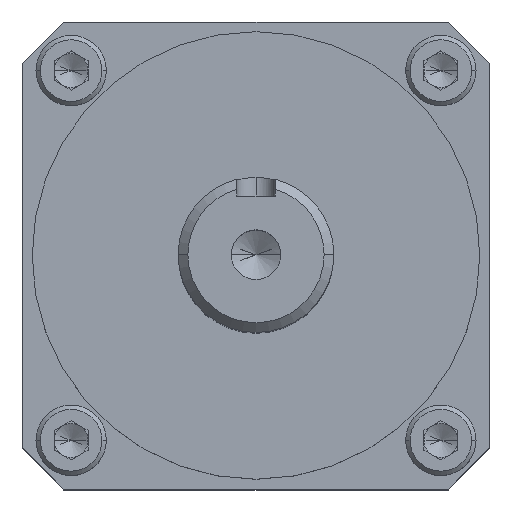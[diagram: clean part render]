
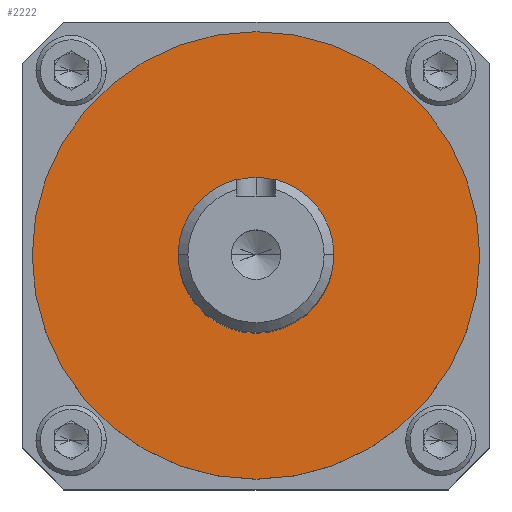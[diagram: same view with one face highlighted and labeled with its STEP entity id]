
A CAD part, top view. The second image highlights one B-rep face of the part: STEP entity #2222.
In plain terms, the highlighted planar face has unit normal (0, 0, 1).
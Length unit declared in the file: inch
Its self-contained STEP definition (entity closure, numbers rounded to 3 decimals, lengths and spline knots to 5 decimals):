
#71 = DIRECTION ( 'NONE',  ( 0., 0., 1. ) ) ;
#162 = EDGE_CURVE ( 'NONE', #1996, #3408, #1508, .T. ) ;
#205 = AXIS2_PLACEMENT_3D ( 'NONE', #3388, #3666, #1285 ) ;
#419 = FACE_OUTER_BOUND ( 'NONE', #2005, .T. ) ;
#465 = AXIS2_PLACEMENT_3D ( 'NONE', #2477, #2735, #2976 ) ;
#548 = VERTEX_POINT ( 'NONE', #3385 ) ;
#653 = DIRECTION ( 'NONE',  ( 1., 0., 0. ) ) ;
#658 = DIRECTION ( 'NONE',  ( 0., 0., 1. ) ) ;
#670 = CARTESIAN_POINT ( 'NONE',  ( 0., 0., 0. ) ) ;
#755 = ORIENTED_EDGE ( 'NONE', *, *, #1708, .F. ) ;
#792 = AXIS2_PLACEMENT_3D ( 'NONE', #2176, #1815, #887 ) ;
#887 = DIRECTION ( 'NONE',  ( -1., 0., 0. ) ) ;
#1012 = CARTESIAN_POINT ( 'NONE',  ( -0.71875, 0., 0. ) ) ;
#1285 = DIRECTION ( 'NONE',  ( -1., 0., 0. ) ) ;
#1437 = CARTESIAN_POINT ( 'NONE',  ( 0., 0., 0. ) ) ;
#1508 = CIRCLE ( 'NONE', #3253, 0.71875 ) ;
#1708 = EDGE_CURVE ( 'NONE', #2073, #548, #3428, .T. ) ;
#1815 = DIRECTION ( 'NONE',  ( 0., 0., -1. ) ) ;
#1830 = PLANE ( 'NONE',  #792 ) ;
#1840 = CIRCLE ( 'NONE', #3266, 0.71875 ) ;
#1993 = EDGE_LOOP ( 'NONE', ( #755, #2443 ) ) ;
#1996 = VERTEX_POINT ( 'NONE', #1012 ) ;
#2005 = EDGE_LOOP ( 'NONE', ( #2679, #2941 ) ) ;
#2073 = VERTEX_POINT ( 'NONE', #2843 ) ;
#2107 = CARTESIAN_POINT ( 'NONE',  ( 0.71875, 0., 0. ) ) ;
#2176 = CARTESIAN_POINT ( 'NONE',  ( 0., 0., 0. ) ) ;
#2222 = ADVANCED_FACE ( 'NONE', ( #419, #3589 ), #1830, .F. ) ;
#2324 = EDGE_CURVE ( 'NONE', #548, #2073, #3792, .T. ) ;
#2443 = ORIENTED_EDGE ( 'NONE', *, *, #2324, .F. ) ;
#2477 = CARTESIAN_POINT ( 'NONE',  ( 0., 0., 0. ) ) ;
#2679 = ORIENTED_EDGE ( 'NONE', *, *, #3516, .T. ) ;
#2735 = DIRECTION ( 'NONE',  ( 0., 0., 1. ) ) ;
#2843 = CARTESIAN_POINT ( 'NONE',  ( -0.25, 0., 0. ) ) ;
#2852 = DIRECTION ( 'NONE',  ( 1., 0., 0. ) ) ;
#2941 = ORIENTED_EDGE ( 'NONE', *, *, #162, .T. ) ;
#2976 = DIRECTION ( 'NONE',  ( -1., 0., 0. ) ) ;
#3253 = AXIS2_PLACEMENT_3D ( 'NONE', #670, #658, #653 ) ;
#3266 = AXIS2_PLACEMENT_3D ( 'NONE', #1437, #71, #2852 ) ;
#3385 = CARTESIAN_POINT ( 'NONE',  ( 0.25, 0., 0. ) ) ;
#3388 = CARTESIAN_POINT ( 'NONE',  ( 0., 0., 0. ) ) ;
#3408 = VERTEX_POINT ( 'NONE', #2107 ) ;
#3428 = CIRCLE ( 'NONE', #205, 0.25 ) ;
#3516 = EDGE_CURVE ( 'NONE', #3408, #1996, #1840, .T. ) ;
#3589 = FACE_BOUND ( 'NONE', #1993, .T. ) ;
#3666 = DIRECTION ( 'NONE',  ( 0., 0., 1. ) ) ;
#3792 = CIRCLE ( 'NONE', #465, 0.25 ) ;
